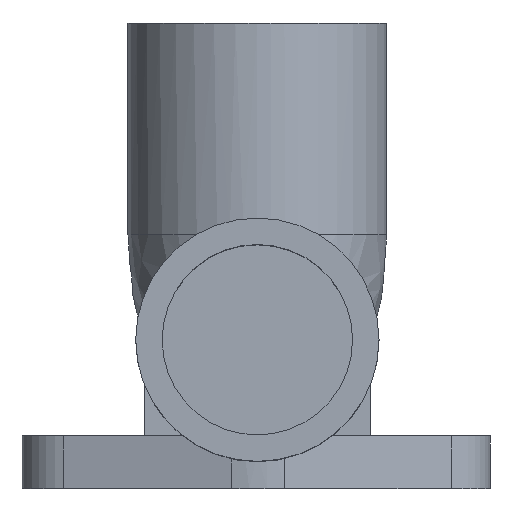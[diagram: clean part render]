
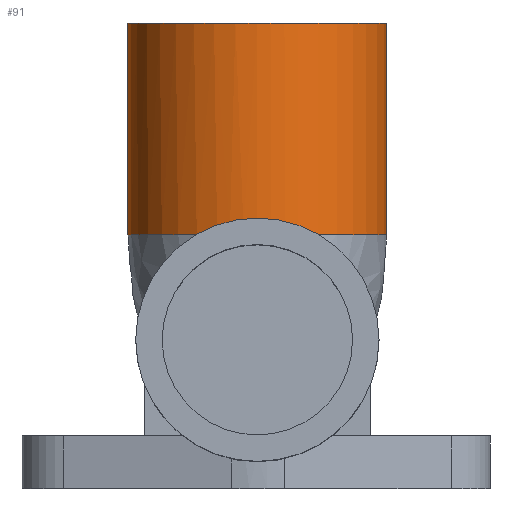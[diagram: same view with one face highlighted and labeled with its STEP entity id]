
A CAD part, top view. The second image highlights one B-rep face of the part: STEP entity #91.
In plain terms, the highlighted cylindrical face has radius 12.25 mm (diameter 24.5 mm), a full revolution.
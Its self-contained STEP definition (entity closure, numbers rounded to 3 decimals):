
#91 = ADVANCED_FACE( '', ( #212, #213 ), #214, .T. );
#212 = FACE_OUTER_BOUND( '', #363, .T. );
#213 = FACE_OUTER_BOUND( '', #364, .T. );
#214 = CYLINDRICAL_SURFACE( '', #365, 12.25 );
#363 = EDGE_LOOP( '', ( #1144 ) );
#364 = EDGE_LOOP( '', ( #1145, #1146 ) );
#365 = AXIS2_PLACEMENT_3D( '', #1147, #1148, #1149 );
#1144 = ORIENTED_EDGE( '', *, *, #1391, .T. );
#1145 = ORIENTED_EDGE( '', *, *, #1421, .F. );
#1146 = ORIENTED_EDGE( '', *, *, #1422, .T. );
#1147 = CARTESIAN_POINT( '', ( 0., 42.9, 0. ) );
#1148 = DIRECTION( '', ( 0., 1., 0. ) );
#1149 = DIRECTION( '', ( 0., 0., -1. ) );
#1391 = EDGE_CURVE( '', #1536, #1536, #1537, .F. );
#1421 = EDGE_CURVE( '', #1586, #1587, #1588, .T. );
#1422 = EDGE_CURVE( '', #1586, #1587, #1589, .T. );
#1536 = VERTEX_POINT( '', #1731 );
#1537 = CIRCLE( '', #1732, 12.25 );
#1586 = VERTEX_POINT( '', #1836 );
#1587 = VERTEX_POINT( '', #1837 );
#1588 = CIRCLE( '', #1838, 12.25 );
#1589 = B_SPLINE_CURVE_WITH_KNOTS( '', 3, ( #1839, #1840, #1841, #1842, #1843, #1844, #1845, #1846, #1847, #1848, #1849, #1850, #1851, #1852 ), .UNSPECIFIED., .F., .F., ( 4, 2, 2, 2, 2, 2, 4 ), ( 0., 0.002, 0.003, 0.004, 0.005, 0.006, 0.008 ), .UNSPECIFIED. );
#1731 = CARTESIAN_POINT( '', ( 0., 39., 12.25 ) );
#1732 = AXIS2_PLACEMENT_3D( '', #2210, #2211, #2212 );
#1836 = CARTESIAN_POINT( '', ( -3.807, 19., 11.644 ) );
#1837 = CARTESIAN_POINT( '', ( 3.807, 19., 11.644 ) );
#1838 = AXIS2_PLACEMENT_3D( '', #2251, #2252, #2253 );
#1839 = CARTESIAN_POINT( '', ( -3.807, 19., 11.644 ) );
#1840 = CARTESIAN_POINT( '', ( -3.213, 19.226, 11.838 ) );
#1841 = CARTESIAN_POINT( '', ( -2.599, 19.4, 11.989 ) );
#1842 = CARTESIAN_POINT( '', ( -1.642, 19.578, 12.144 ) );
#1843 = CARTESIAN_POINT( '', ( -1.316, 19.624, 12.184 ) );
#1844 = CARTESIAN_POINT( '', ( -0.658, 19.685, 12.237 ) );
#1845 = CARTESIAN_POINT( '', ( -0.33, 19.7, 12.25 ) );
#1846 = CARTESIAN_POINT( '', ( 0.325, 19.7, 12.25 ) );
#1847 = CARTESIAN_POINT( '', ( 0.652, 19.685, 12.237 ) );
#1848 = CARTESIAN_POINT( '', ( 1.304, 19.625, 12.185 ) );
#1849 = CARTESIAN_POINT( '', ( 1.631, 19.58, 12.145 ) );
#1850 = CARTESIAN_POINT( '', ( 2.596, 19.401, 11.99 ) );
#1851 = CARTESIAN_POINT( '', ( 3.213, 19.226, 11.838 ) );
#1852 = CARTESIAN_POINT( '', ( 3.807, 19., 11.644 ) );
#2210 = CARTESIAN_POINT( '', ( 0., 39., 0. ) );
#2211 = DIRECTION( '', ( 0., 1., 0. ) );
#2212 = DIRECTION( '', ( 0., 0., 1. ) );
#2251 = CARTESIAN_POINT( '', ( 0., 19., 0. ) );
#2252 = DIRECTION( '', ( 0., -1., 0. ) );
#2253 = DIRECTION( '', ( 0., 0., -1. ) );
